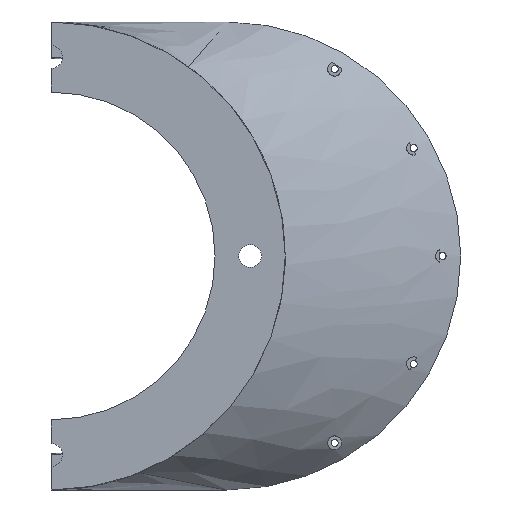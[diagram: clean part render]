
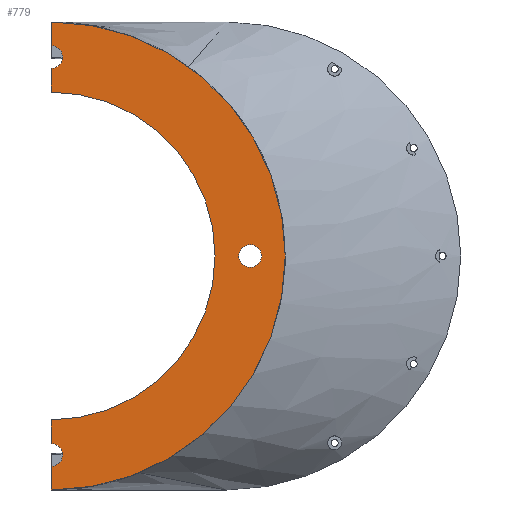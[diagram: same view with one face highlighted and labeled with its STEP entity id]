
A CAD part, front view. The second image highlights one B-rep face of the part: STEP entity #779.
In plain terms, the highlighted planar face has unit normal (0, -1, 0).
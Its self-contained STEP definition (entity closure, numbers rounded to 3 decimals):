
#28=FACE_BOUND('',#186,.T.);
#36=CIRCLE('',#810,70.);
#53=CIRCLE('',#832,4.875);
#70=CIRCLE('',#871,4.875);
#71=CIRCLE('',#873,4.875);
#72=CIRCLE('',#875,100.);
#131=FACE_OUTER_BOUND('',#185,.T.);
#185=EDGE_LOOP('',(#710,#711,#712,#713,#714,#715,#716,#717));
#186=EDGE_LOOP('',(#718));
#223=LINE('',#1075,#264);
#235=LINE('',#1123,#276);
#238=LINE('',#1131,#279);
#246=LINE('',#1148,#287);
#264=VECTOR('',#883,10.);
#276=VECTOR('',#897,10.);
#279=VECTOR('',#902,10.);
#287=VECTOR('',#912,10.);
#304=VERTEX_POINT('',#1071);
#306=VERTEX_POINT('',#1074);
#314=VERTEX_POINT('',#1099);
#321=VERTEX_POINT('',#1121);
#324=VERTEX_POINT('',#1128);
#325=VERTEX_POINT('',#1130);
#332=VERTEX_POINT('',#1145);
#333=VERTEX_POINT('',#1147);
#380=VERTEX_POINT('',#1985);
#382=EDGE_CURVE('',#306,#304,#223,.T.);
#398=EDGE_CURVE('',#314,#321,#235,.T.);
#401=EDGE_CURVE('',#325,#324,#238,.T.);
#409=EDGE_CURVE('',#333,#332,#246,.T.);
#412=EDGE_CURVE('',#332,#325,#36,.T.);
#442=EDGE_CURVE('',#324,#306,#53,.T.);
#490=EDGE_CURVE('',#380,#380,#70,.T.);
#492=EDGE_CURVE('',#321,#333,#71,.T.);
#493=EDGE_CURVE('',#304,#314,#72,.T.);
#710=ORIENTED_EDGE('',*,*,#409,.T.);
#711=ORIENTED_EDGE('',*,*,#412,.T.);
#712=ORIENTED_EDGE('',*,*,#401,.T.);
#713=ORIENTED_EDGE('',*,*,#442,.T.);
#714=ORIENTED_EDGE('',*,*,#382,.T.);
#715=ORIENTED_EDGE('',*,*,#493,.T.);
#716=ORIENTED_EDGE('',*,*,#398,.T.);
#717=ORIENTED_EDGE('',*,*,#492,.T.);
#718=ORIENTED_EDGE('',*,*,#490,.T.);
#739=PLANE('',#877);
#779=ADVANCED_FACE('',(#131,#28),#739,.T.);
#810=AXIS2_PLACEMENT_3D('',#1152,#918,#919);
#832=AXIS2_PLACEMENT_3D('',#1286,#968,#969);
#871=AXIS2_PLACEMENT_3D('',#1986,#1054,#1055);
#873=AXIS2_PLACEMENT_3D('',#1989,#1059,#1060);
#875=AXIS2_PLACEMENT_3D('',#2067,#1063,#1064);
#877=AXIS2_PLACEMENT_3D('',#2069,#1067,#1068);
#883=DIRECTION('',(0.,0.,-1.));
#897=DIRECTION('',(0.,0.,-1.));
#902=DIRECTION('',(0.,0.,-1.));
#912=DIRECTION('',(0.,0.,-1.));
#918=DIRECTION('center_axis',(0.,1.,0.));
#919=DIRECTION('ref_axis',(1.,0.,0.));
#968=DIRECTION('center_axis',(0.,1.,0.));
#969=DIRECTION('ref_axis',(1.,0.,0.));
#1054=DIRECTION('center_axis',(0.,1.,0.));
#1055=DIRECTION('ref_axis',(1.,0.,0.));
#1059=DIRECTION('center_axis',(0.,1.,0.));
#1060=DIRECTION('ref_axis',(1.,0.,0.));
#1063=DIRECTION('center_axis',(0.,-1.,0.));
#1064=DIRECTION('ref_axis',(0.377,0.,-0.926));
#1067=DIRECTION('center_axis',(0.,-1.,0.));
#1068=DIRECTION('ref_axis',(0.,0.,-1.));
#1071=CARTESIAN_POINT('',(0.,-470.,-100.));
#1074=CARTESIAN_POINT('',(0.,-470.,-89.875));
#1075=CARTESIAN_POINT('',(0.,-470.,3.658));
#1099=CARTESIAN_POINT('',(0.,-470.,100.));
#1121=CARTESIAN_POINT('',(0.,-470.,89.875));
#1123=CARTESIAN_POINT('',(0.,-470.,3.658));
#1128=CARTESIAN_POINT('',(0.,-470.,-80.125));
#1130=CARTESIAN_POINT('',(0.,-470.,-70.));
#1131=CARTESIAN_POINT('',(0.,-470.,3.658));
#1145=CARTESIAN_POINT('',(0.,-470.,70.));
#1147=CARTESIAN_POINT('',(0.,-470.,80.125));
#1148=CARTESIAN_POINT('',(0.,-470.,3.658));
#1152=CARTESIAN_POINT('Origin',(0.,-470.,0.));
#1286=CARTESIAN_POINT('Origin',(0.,-470.,-85.));
#1985=CARTESIAN_POINT('',(80.125,-470.,0.));
#1986=CARTESIAN_POINT('Origin',(85.,-470.,0.));
#1989=CARTESIAN_POINT('Origin',(0.,-470.,85.));
#2067=CARTESIAN_POINT('Origin',(0.,-470.,0.));
#2069=CARTESIAN_POINT('Origin',(0.,-470.,0.));
